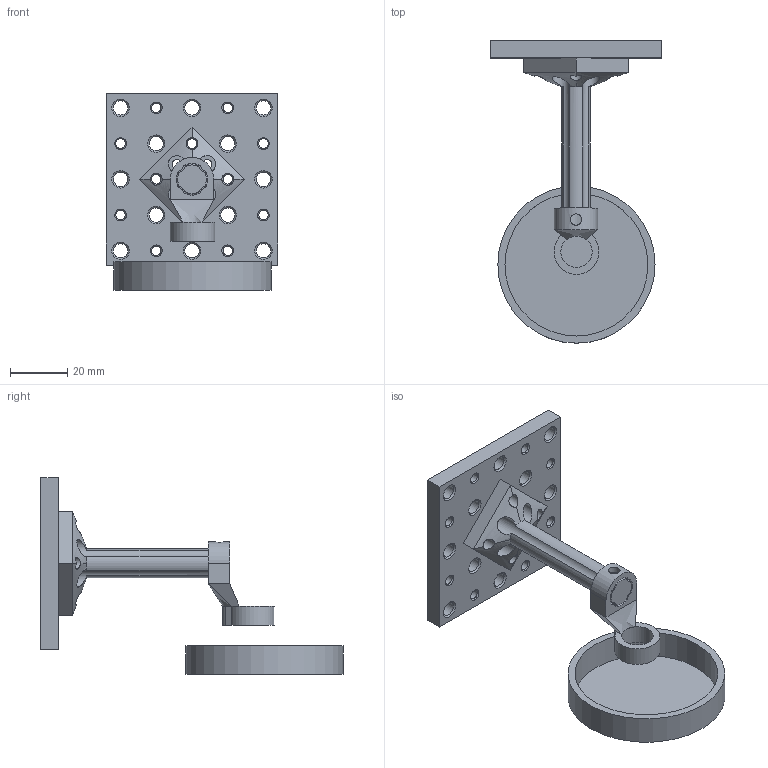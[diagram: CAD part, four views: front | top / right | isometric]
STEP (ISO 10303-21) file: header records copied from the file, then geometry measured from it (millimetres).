
FILE_DESCRIPTION(/* description */ (''),/* implementation_level */ '2;1');
FILE_NAME(/* name */ 'Cantilever Holder #8.step',/* time_stamp */ '2024-06-17T20:51:31-04:00',/* author */ (''),/* organization */ (''),/* preprocessor_version */ 'ST-DEVELOPER v20',/* originating_system */ 'Autodesk Translation Framework v12.20.1.177',/* authorisation */ '');
FILE_SCHEMA (('AUTOMOTIVE_DESIGN { 1 0 10303 214 3 1 1 }'));
Length unit declared in the file: millimetre
Products named in the file (4): #16047; Petri dish v1; RB13P1_M (Fusion Version); KB1P_M (Fusion Version)
Assembly tree (3 placements, depth 2):
  #16047
    Petri dish v1
    RB13P1_M (Fusion Version)
    KB1P_M (Fusion Version)
Bounding box: 60 x 105.71 x 68.87 mm (x, y, z)
Volume: 13467.9 mm3; surface area: 22308.4 mm2
Topology: 4 solids, 7 shells, 382 faces, 1160 edges, 765 vertices
Faces by surface type: plane 181, cylinder 108, cone 50, bspline 43
Full cylindrical faces by diameter (mm): 3.2 x4, 3.3 x12, 4 x2, 4.1 x4, 5 x13, 6 x8, 11 x1, 50 x1, 55 x1
Entity records: 16099 total; most frequent: CARTESIAN_POINT 5562, ORIENTED_EDGE 2131, DIRECTION 2023, EDGE_CURVE 1167, VERTEX_POINT 765, LINE 737, VECTOR 737, AXIS2_PLACEMENT_3D 643
